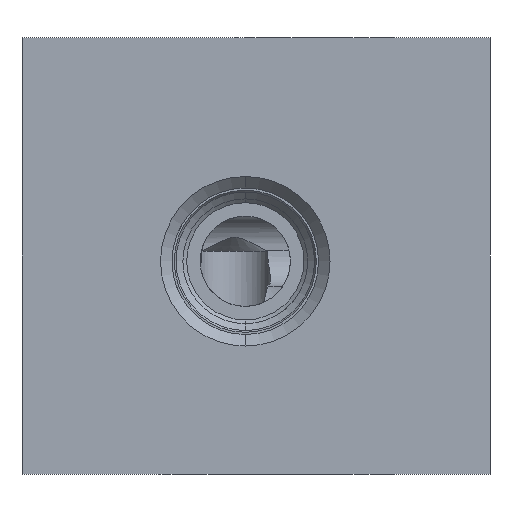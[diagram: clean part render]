
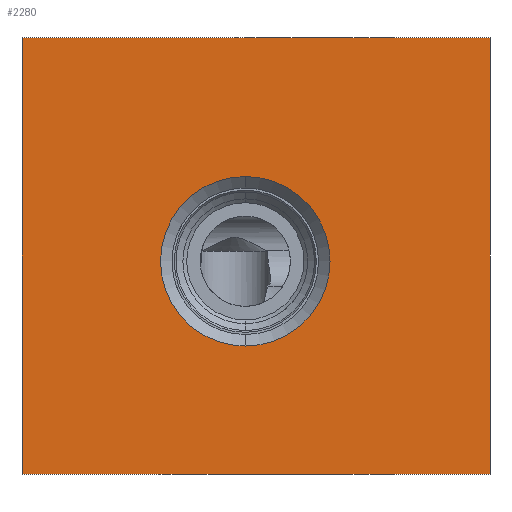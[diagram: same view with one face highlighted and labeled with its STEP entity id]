
A CAD part, left-side view. The second image highlights one B-rep face of the part: STEP entity #2280.
In plain terms, the highlighted planar face has unit normal (-1, 0, 0).
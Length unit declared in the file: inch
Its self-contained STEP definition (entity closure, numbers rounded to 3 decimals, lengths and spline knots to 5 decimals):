
#1=DIRECTION('',(0.,-1.,0.));
#2=VECTOR('',#1,2.75);
#3=CARTESIAN_POINT('',(0.,0.,0.));
#4=LINE('',#3,#2);
#37=DIRECTION('',(0.,0.,1.));
#38=VECTOR('',#37,2.562);
#39=CARTESIAN_POINT('',(0.,0.,0.));
#40=LINE('',#39,#38);
#41=CARTESIAN_POINT('',(0.,-1.312,1.25));
#42=DIRECTION('',(1.,0.,0.));
#43=DIRECTION('',(0.,0.,-1.));
#44=AXIS2_PLACEMENT_3D('',#41,#42,#43);
#46=CARTESIAN_POINT('',(0.,-1.312,1.25));
#47=DIRECTION('',(1.,0.,0.));
#48=DIRECTION('',(0.,0.,1.));
#49=AXIS2_PLACEMENT_3D('',#46,#47,#48);
#89=DIRECTION('',(0.,0.,1.));
#90=VECTOR('',#89,2.562);
#91=CARTESIAN_POINT('',(0.,-2.75,0.));
#92=LINE('',#91,#90);
#113=DIRECTION('',(0.,-1.,0.));
#114=VECTOR('',#113,2.75);
#115=CARTESIAN_POINT('',(0.,0.,2.562));
#116=LINE('',#115,#114);
#1922=CARTESIAN_POINT('',(0.,0.,0.));
#1923=CARTESIAN_POINT('',(0.,-2.75,0.));
#1924=VERTEX_POINT('',#1922);
#1925=VERTEX_POINT('',#1923);
#1930=CARTESIAN_POINT('',(0.,0.,2.562));
#1931=CARTESIAN_POINT('',(0.,-2.75,2.562));
#1932=VERTEX_POINT('',#1930);
#1933=VERTEX_POINT('',#1931);
#2170=CARTESIAN_POINT('',(0.,-1.312,1.748));
#2171=VERTEX_POINT('',#2170);
#2180=CARTESIAN_POINT('',(0.,-1.312,0.752));
#2181=VERTEX_POINT('',#2180);
#2260=CARTESIAN_POINT('',(0.,0.,0.));
#2261=DIRECTION('',(-1.,0.,0.));
#2262=DIRECTION('',(0.,-1.,0.));
#2263=AXIS2_PLACEMENT_3D('',#2260,#2261,#2262);
#2264=PLANE('',#2263);
#2265=ORIENTED_EDGE('',*,*,#2237,.F.);
#2267=ORIENTED_EDGE('',*,*,#2266,.T.);
#2269=ORIENTED_EDGE('',*,*,#2268,.T.);
#2271=ORIENTED_EDGE('',*,*,#2270,.F.);
#2272=EDGE_LOOP('',(#2265,#2267,#2269,#2271));
#2273=FACE_OUTER_BOUND('',#2272,.F.);
#2275=ORIENTED_EDGE('',*,*,#2274,.F.);
#2277=ORIENTED_EDGE('',*,*,#2276,.F.);
#2278=EDGE_LOOP('',(#2275,#2277));
#2279=FACE_BOUND('',#2278,.F.);
#2280=ADVANCED_FACE('',(#2273,#2279),#2264,.T.);
#45=CIRCLE('',#44,0.498);
#50=CIRCLE('',#49,0.498);
#2237=EDGE_CURVE('',#1924,#1925,#4,.T.);
#2266=EDGE_CURVE('',#1924,#1932,#40,.T.);
#2268=EDGE_CURVE('',#1932,#1933,#116,.T.);
#2270=EDGE_CURVE('',#1925,#1933,#92,.T.);
#2274=EDGE_CURVE('',#2181,#2171,#45,.T.);
#2276=EDGE_CURVE('',#2171,#2181,#50,.T.);
